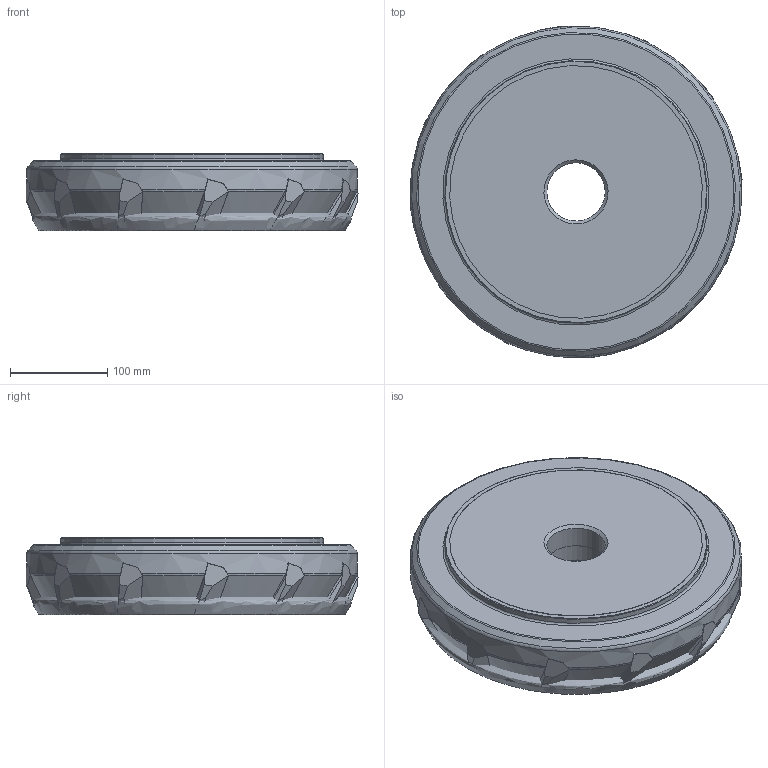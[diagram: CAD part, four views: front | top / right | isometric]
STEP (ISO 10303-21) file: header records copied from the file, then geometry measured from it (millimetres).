
FILE_DESCRIPTION(/* description */ (''),/* implementation_level */ '2;1');
FILE_NAME(/* name */ '1558607155161.stp',/* time_stamp */ '2019-05-23T15:56:07+05:00',/* author */ (''),/* organization */ ('SMS'),/* preprocessor_version */ 'ST-DEVELOPER v15',/* originating_system */ 'SIEMENS PLM Software NX 8.5',/* authorisation */ '');
FILE_SCHEMA (('AUTOMOTIVE_DESIGN { 1 0 10303 214 3 1 1 1 }'));
Length unit declared in the file: millimetre
Products named in the file (4): ASSEMBLY_CONSTRUCTION; 202246450mod000_01; 202273176mod000_00; 202273174mod000_00
Assembly tree (3 placements, depth 2):
  202273174mod000_00
    202273176mod000_00
    202246450mod000_01
    ASSEMBLY_CONSTRUCTION
Bounding box: 341.56 x 341.56 x 79.98 mm (x, y, z)
Volume: 5022887.5 mm3; surface area: 323242.2 mm2
Topology: 2 solids, 2 shells, 324 faces, 946 edges, 648 vertices
Faces by surface type: plane 246, torus 42, cone 29, cylinder 6, bspline 1
Full cylindrical faces by diameter (mm): 60.015 x1, 60.3 x1, 215 x1, 260 x1, 270 x1, 340.95 x1
Entity records: 20725 total; most frequent: CARTESIAN_POINT 12271, ORIENTED_EDGE 1844, DIRECTION 1504, EDGE_CURVE 922, VERTEX_POINT 623, LINE 552, VECTOR 552, AXIS2_PLACEMENT_3D 476
